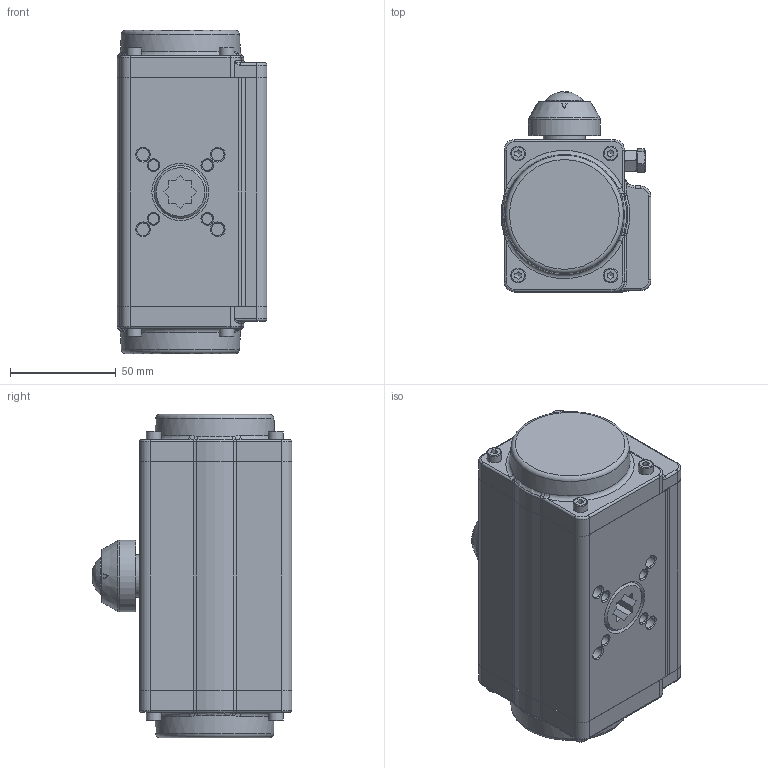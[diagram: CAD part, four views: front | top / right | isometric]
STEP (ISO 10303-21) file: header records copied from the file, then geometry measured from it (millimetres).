
FILE_DESCRIPTION(/* description */ (''),/* implementation_level */ '2;1');
FILE_NAME(/* name */ 'DA-052_3D_STEP.stp',/* time_stamp */ '2024-12-23T20:56:04+03:00',/* author */ ('igorr'),/* organization */ (''),/* preprocessor_version */ 'ST-DEVELOPER v20',/* originating_system */ 'Autodesk Inventor 2025',/* authorisation */ '');
FILE_SCHEMA (('AUTOMOTIVE_DESIGN { 1 0 10303 214 3 1 1 }'));
Length unit declared in the file: millimetre
Products named in the file (6): Сборка; Деталь1; AS 1420 - 1973 - M4 x 8; ANSI B18.2.4.2M - M6x1; AS 1110 - M6 x 12; JIS B 1111 - M8x10
Assembly tree (14 placements, depth 2):
  Сборка
    Деталь1
    AS 1420 - 1973 - M4 x 8  x8
    ANSI B18.2.4.2M - M6x1  x2
    AS 1110 - M6 x 12  x2
    JIS B 1111 - M8x10
Bounding box: 71.01 x 94.63 x 153 mm (x, y, z)
Volume: 664294.2 mm3; surface area: 84112.3 mm2
Topology: 15 solids, 15 shells, 606 faces, 1463 edges, 927 vertices
Faces by surface type: plane 292, cylinder 127, cone 77, torus 62, bspline 47, sphere 1
Full cylindrical faces by diameter (mm): 1 x2, 4 x8, 4.917 x2, 5 x24, 6 x8, 6.75 x1, 7 x8, 8 x1, 10 x2, 11.89 x2, 17.8 x1, 20 x1, 25 x1, 27 x1, 34 x1, 47.271 x1
Entity records: 15455 total; most frequent: CARTESIAN_POINT 4381, ORIENTED_EDGE 2208, DIRECTION 2144, EDGE_CURVE 1104, AXIS2_PLACEMENT_3D 821, VERTEX_POINT 700, EDGE_LOOP 526, LINE 502
